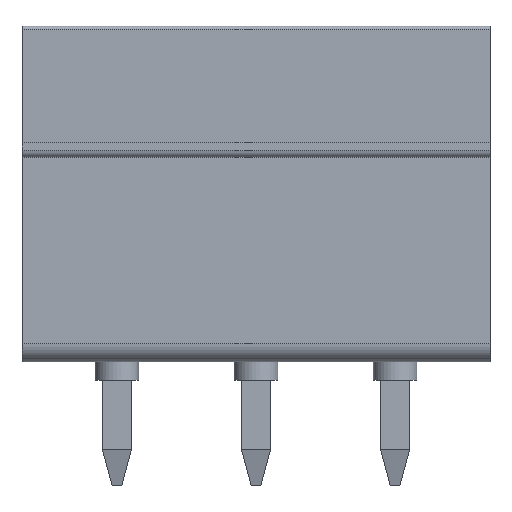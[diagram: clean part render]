
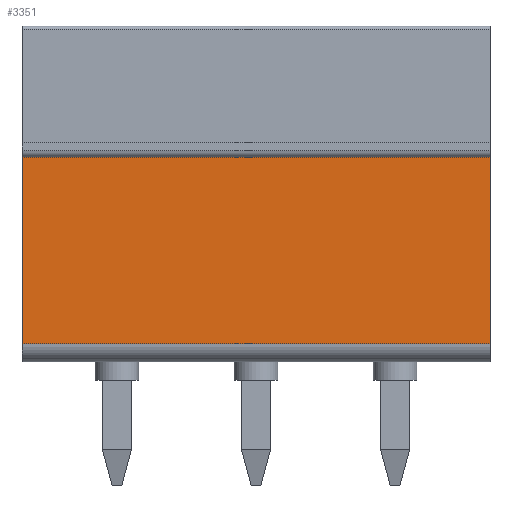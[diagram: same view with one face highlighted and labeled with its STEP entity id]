
A CAD part, front view. The second image highlights one B-rep face of the part: STEP entity #3351.
In plain terms, the highlighted face is planar.
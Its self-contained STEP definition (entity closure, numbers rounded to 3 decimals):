
#55=PLANE('',#3597);
#218=FACE_OUTER_BOUND('',#426,.T.);
#426=EDGE_LOOP('',(#2458,#2459,#2460,#2461));
#639=LINE('',#4875,#1041);
#663=LINE('',#4936,#1065);
#709=LINE('',#5050,#1111);
#710=LINE('',#5051,#1112);
#1041=VECTOR('',#3902,1000.);
#1065=VECTOR('',#3942,1000.);
#1111=VECTOR('',#4016,1000.);
#1112=VECTOR('',#4017,1000.);
#1537=VERTEX_POINT('',#4872);
#1538=VERTEX_POINT('',#4874);
#1566=VERTEX_POINT('',#4934);
#1567=VERTEX_POINT('',#4935);
#1863=EDGE_CURVE('',#1538,#1537,#639,.T.);
#1893=EDGE_CURVE('',#1566,#1567,#663,.T.);
#1951=EDGE_CURVE('',#1537,#1567,#709,.T.);
#1952=EDGE_CURVE('',#1566,#1538,#710,.T.);
#2458=ORIENTED_EDGE('',*,*,#1951,.T.);
#2459=ORIENTED_EDGE('',*,*,#1893,.F.);
#2460=ORIENTED_EDGE('',*,*,#1952,.T.);
#2461=ORIENTED_EDGE('',*,*,#1863,.T.);
#3351=ADVANCED_FACE('',(#218),#55,.T.);
#3597=AXIS2_PLACEMENT_3D('',#5049,#4014,#4015);
#3902=DIRECTION('',(0.,-1.,0.));
#3942=DIRECTION('',(0.,-1.,0.));
#4014=DIRECTION('center_axis',(0.,0.,
1.));
#4015=DIRECTION('ref_axis',(1.,0.,0.));
#4016=DIRECTION('',(1.,0.,0.));
#4017=DIRECTION('',(-1.,0.,0.));
#4872=CARTESIAN_POINT('',(-53.,2.,3.5));
#4874=CARTESIAN_POINT('',(-53.,7.1,3.5));
#4875=CARTESIAN_POINT('',(-53.,1.5,3.5));
#4934=CARTESIAN_POINT('',(-40.18,7.1,3.5));
#4935=CARTESIAN_POINT('',(-40.18,2.,3.5));
#4936=CARTESIAN_POINT('',(-40.18,1.5,3.5));
#5049=CARTESIAN_POINT('Origin',(-46.59,7.1,3.5));
#5050=CARTESIAN_POINT('',(-46.59,2.,3.5));
#5051=CARTESIAN_POINT('',(-46.59,7.1,3.5));
